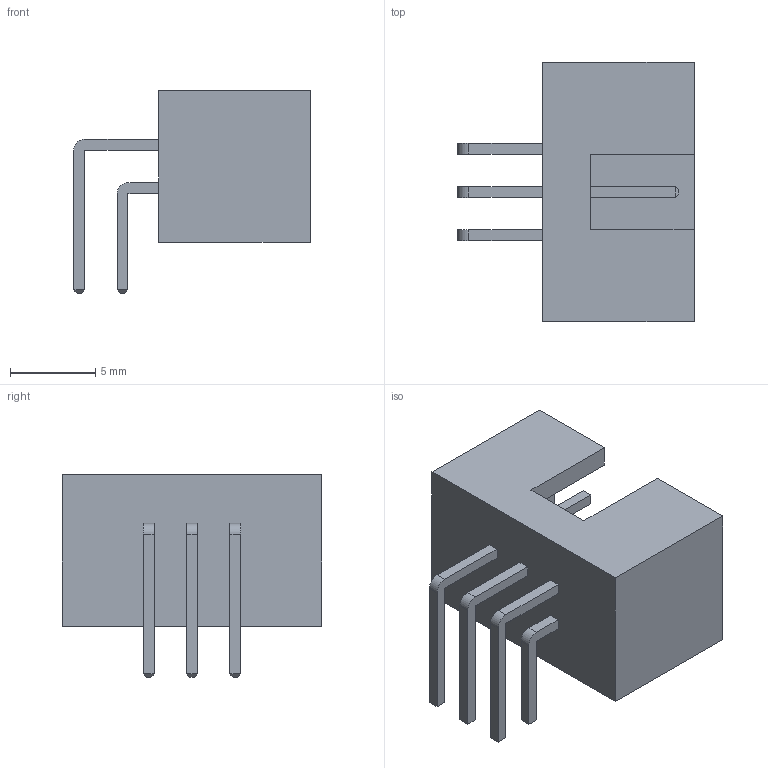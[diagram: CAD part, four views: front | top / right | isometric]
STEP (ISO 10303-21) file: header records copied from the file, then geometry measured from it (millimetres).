
FILE_DESCRIPTION(/* description */ ('model of IDC-Header_2x03_Pitch2.54mm_Angled'),/* implementation_level */ '2;1');
FILE_NAME(/* name */ 'IDC-Header_2x03_Pitch2.54mm_Angled.step',/* time_stamp */ '2017-10-10T17:04:25',/* author */ ('kicad StepUp','ksu'),/* organization */ ('FreeCAD'),/* preprocessor_version */ 'OCC',/* originating_system */ 'kicad StepUp',/* authorisation */ '');
FILE_SCHEMA(('AUTOMOTIVE_DESIGN_CC2 { 1 2 10303 214 -1 1 5 4 }'));
Length unit declared in the file: millimetre
Products named in the file (2): ASSEMBLY; IDC-Header_2x03_Pitch2.54mm_Angled
Assembly tree (1 placements, depth 2):
  ASSEMBLY
    IDC-Header_2x03_Pitch2.54mm_Angled
Bounding box: 13.88 x 15.24 x 11.9 mm (x, y, z)
Volume: 714.8 mm3; surface area: 1135.9 mm2
Topology: 1 solids, 1 shells, 140 faces, 330 edges, 204 vertices
Faces by surface type: plane 134, cylinder 6
Entity records: 4893 total; most frequent: CARTESIAN_POINT 676, ORIENTED_EDGE 660, DIRECTION 626, EDGE_CURVE 330, LINE 318, VECTOR 318, VERTEX_POINT 204, AXIS2_PLACEMENT_3D 154
